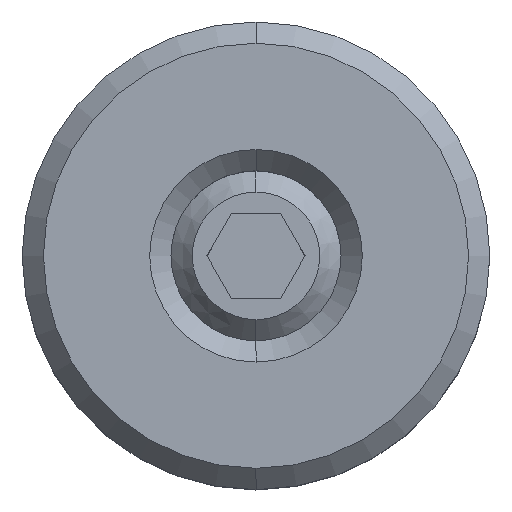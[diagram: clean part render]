
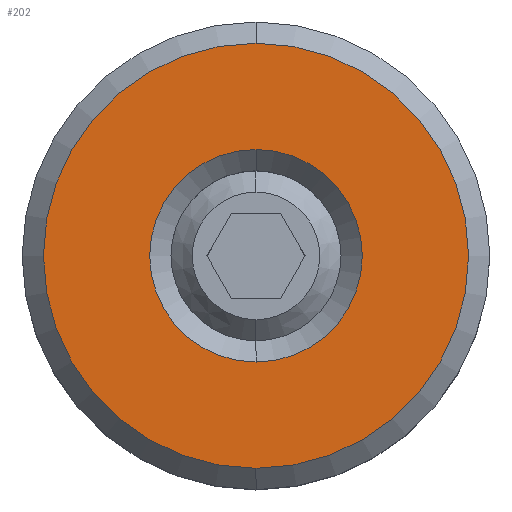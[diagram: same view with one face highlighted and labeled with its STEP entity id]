
A CAD part, top view. The second image highlights one B-rep face of the part: STEP entity #202.
In plain terms, the highlighted planar face has unit normal (0, 0, 1).
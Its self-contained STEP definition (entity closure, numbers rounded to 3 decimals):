
#202=ADVANCED_FACE('',(#419,#420),#421,.T.);
#419=FACE_OUTER_BOUND('',#695,.T.);
#420=FACE_BOUND('',#696,.T.);
#421=PLANE('',#697);
#695=EDGE_LOOP('',(#1051,#1052));
#696=EDGE_LOOP('',(#1053,#1054));
#697=AXIS2_PLACEMENT_3D('',#1055,#1056,#1057);
#1051=ORIENTED_EDGE('',*,*,#1585,.F.);
#1052=ORIENTED_EDGE('',*,*,#1617,.F.);
#1053=ORIENTED_EDGE('',*,*,#1590,.F.);
#1054=ORIENTED_EDGE('',*,*,#1618,.F.);
#1055=CARTESIAN_POINT('',(0.,0.0,12.0));
#1056=DIRECTION('',(0.,0.0,1.0));
#1057=DIRECTION('',(0.0,-1.0,0.0));
#1585=EDGE_CURVE('',#1890,#1888,#1892,.T.);
#1590=EDGE_CURVE('',#1897,#1894,#1899,.T.);
#1617=EDGE_CURVE('',#1888,#1890,#1942,.T.);
#1618=EDGE_CURVE('',#1894,#1897,#1943,.T.);
#1888=VERTEX_POINT('',#2520);
#1890=VERTEX_POINT('',#2523);
#1892=CIRCLE('',#2526,10.0);
#1894=VERTEX_POINT('',#2528);
#1897=VERTEX_POINT('',#2532);
#1899=CIRCLE('',#2535,5.0);
#1942=CIRCLE('',#2710,10.0);
#1943=CIRCLE('',#2711,5.0);
#2520=CARTESIAN_POINT('',(0.,10.0,12.0));
#2523=CARTESIAN_POINT('',(0.,-10.0,12.0));
#2526=AXIS2_PLACEMENT_3D('',#3379,#3380,#3381);
#2528=CARTESIAN_POINT('',(0.,5.0,12.0));
#2532=CARTESIAN_POINT('',(0.,-5.0,12.0));
#2535=AXIS2_PLACEMENT_3D('',#3387,#3388,#3389);
#2710=AXIS2_PLACEMENT_3D('',#3421,#3422,#3423);
#2711=AXIS2_PLACEMENT_3D('',#3424,#3425,#3426);
#3379=CARTESIAN_POINT('',(0.,0.0,12.0));
#3380=DIRECTION('',(0.,0.0,-1.0));
#3381=DIRECTION('',(0.0,1.0,0.0));
#3387=CARTESIAN_POINT('',(0.,0.0,12.0));
#3388=DIRECTION('',(0.,0.0,1.0));
#3389=DIRECTION('',(0.0,1.0,0.0));
#3421=CARTESIAN_POINT('',(0.,0.0,12.0));
#3422=DIRECTION('',(0.,0.0,-1.0));
#3423=DIRECTION('',(0.0,1.0,0.0));
#3424=CARTESIAN_POINT('',(0.,0.0,12.0));
#3425=DIRECTION('',(0.,0.0,1.0));
#3426=DIRECTION('',(0.0,1.0,0.0));
